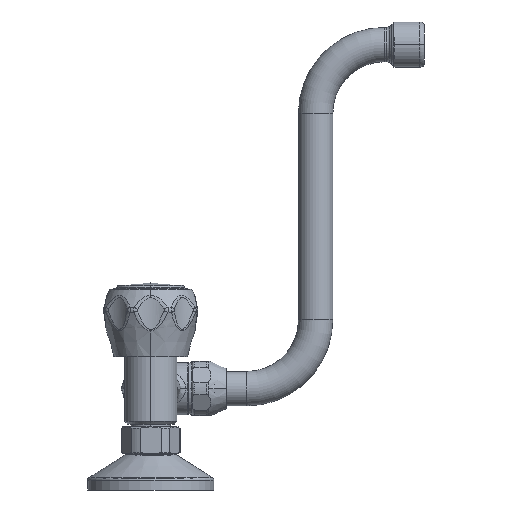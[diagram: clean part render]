
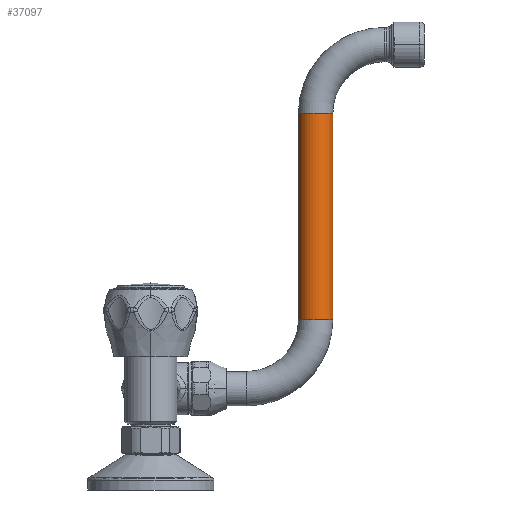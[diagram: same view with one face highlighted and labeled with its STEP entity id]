
A CAD part, left-side view. The second image highlights one B-rep face of the part: STEP entity #37097.
In plain terms, the highlighted cylindrical face has radius 9 mm (diameter 18 mm), a partial arc.
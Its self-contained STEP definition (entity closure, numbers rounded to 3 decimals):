
#34311=CARTESIAN_POINT('',(0.,-86.25,144.));
#34312=DIRECTION('',(0.,0.,1.));
#34313=DIRECTION('',(0.,1.,0.));
#34314=AXIS2_PLACEMENT_3D('',#34311,#34312,#34313);
#34321=CARTESIAN_POINT('',(0.,-86.25,36.));
#34322=DIRECTION('',(0.,0.,1.));
#34323=DIRECTION('',(0.,1.,0.));
#34324=AXIS2_PLACEMENT_3D('',#34321,#34322,#34323);
#34326=DIRECTION('',(0.,0.,1.));
#34327=VECTOR('',#34326,108.);
#34328=CARTESIAN_POINT('',(0.,-77.25,36.));
#34329=LINE('',#34328,#34327);
#34373=DIRECTION('',(0.,0.,1.));
#34374=VECTOR('',#34373,108.);
#34375=CARTESIAN_POINT('',(0.,-95.25,36.));
#34376=LINE('',#34375,#34374);
#36172=CARTESIAN_POINT('',(0.,-95.25,36.));
#36173=CARTESIAN_POINT('',(0.,-77.25,36.));
#36174=VERTEX_POINT('',#36172);
#36175=VERTEX_POINT('',#36173);
#36180=CARTESIAN_POINT('',(0.,-95.25,144.));
#36181=CARTESIAN_POINT('',(0.,-77.25,144.));
#36182=VERTEX_POINT('',#36180);
#36183=VERTEX_POINT('',#36181);
#37083=CARTESIAN_POINT('',(0.,-86.25,36.));
#37084=DIRECTION('',(0.,0.,1.));
#37085=DIRECTION('',(0.,-1.,0.));
#37086=AXIS2_PLACEMENT_3D('',#37083,#37084,#37085);
#37087=CYLINDRICAL_SURFACE('',#37086,9.);
#37089=ORIENTED_EDGE('',*,*,#37088,.F.);
#37091=ORIENTED_EDGE('',*,*,#37090,.T.);
#37092=ORIENTED_EDGE('',*,*,#37066,.T.);
#37094=ORIENTED_EDGE('',*,*,#37093,.F.);
#37095=EDGE_LOOP('',(#37089,#37091,#37092,#37094));
#37096=FACE_OUTER_BOUND('',#37095,.F.);
#37097=ADVANCED_FACE('',(#37096),#37087,.T.);
#34315=CIRCLE('',#34314,9.);
#34325=CIRCLE('',#34324,9.);
#37066=EDGE_CURVE('',#36183,#36182,#34315,.T.);
#37088=EDGE_CURVE('',#36175,#36174,#34325,.T.);
#37090=EDGE_CURVE('',#36175,#36183,#34329,.T.);
#37093=EDGE_CURVE('',#36174,#36182,#34376,.T.);
